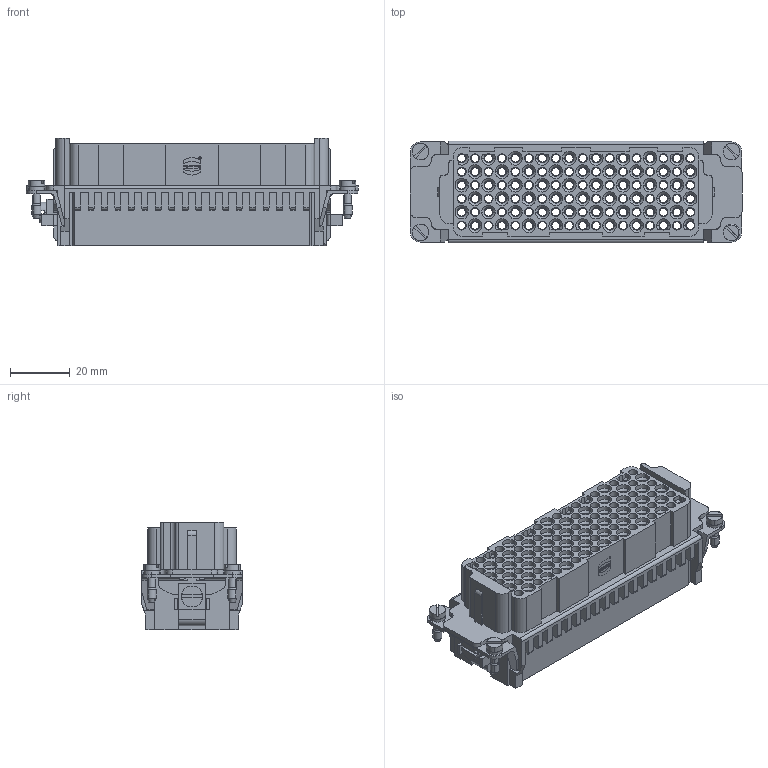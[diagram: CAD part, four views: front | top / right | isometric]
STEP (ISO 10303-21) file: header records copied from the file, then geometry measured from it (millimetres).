
FILE_DESCRIPTION(('HOOPS Exchange Step'),'2;1');
FILE_NAME('export-30FA0D23-F811-4FC3-8E84-60827D7DCE44.stp','2022-09-19T12:25:21+02:00',('Engineering'),('Alibre'),'HOOPS Exchange 2021.0','Alibre','Unknown authorisation');
FILE_SCHEMA( ('AP242_MANAGED_MODEL_BASED_3D_ENGINEERING_MIM_LF {1 0 10303 442 1 1 4 }') );
Length unit declared in the file: millimetre
Products named in the file (1): 6054 Han 108DD-HMC-F-c, HARTING 09 16 208 3101
Bounding box: 111 x 34 x 36.1 mm (x, y, z)
Volume: 56609.7 mm3; surface area: 56918.2 mm2
Topology: 1 solids, 1 shells, 2432 faces, 5904 edges, 3675 vertices
Faces by surface type: cylinder 948, plane 797, cone 349, torus 221, bspline 117
Entity records: 73643 total; most frequent: CARTESIAN_POINT 15319, DIRECTION 12450, ORIENTED_EDGE 11808, EDGE_CURVE 5904, AXIS2_PLACEMENT_3D 4758, VERTEX_POINT 3675, VECTOR 2934, LINE 2934
